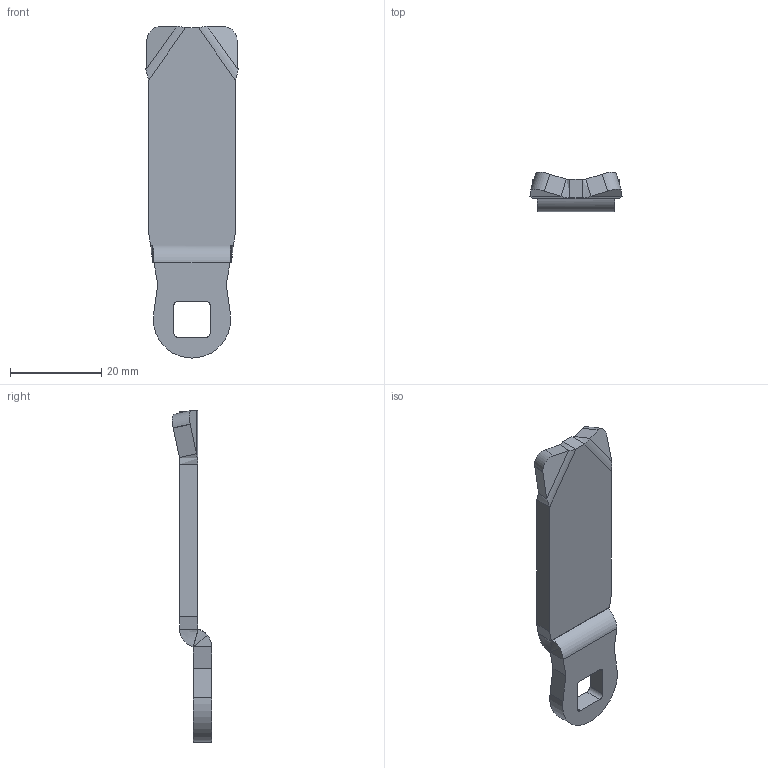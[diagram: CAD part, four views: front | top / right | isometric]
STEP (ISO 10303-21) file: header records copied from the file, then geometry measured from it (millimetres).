
FILE_DESCRIPTION (( 'STEP AP203' ), '1' );
FILE_NAME ('1081 DIL.STEP', '2022-07-06T12:51:24', ( '' ), ( '' ), 'SwSTEP 2.0', 'SolidWorks 2021', '' );
FILE_SCHEMA (( 'CONFIG_CONTROL_DESIGN' ));
Length unit declared in the file: millimetre
Products named in the file (1): 1081 DIL
Bounding box: 20.23 x 8.63 x 72.9 mm (x, y, z)
Volume: 4982.2 mm3; surface area: 3317.1 mm2
Topology: 1 solids, 1 shells, 100 faces, 240 edges, 148 vertices
Faces by surface type: plane 48, bspline 36, cylinder 16
Entity records: 4641 total; most frequent: CARTESIAN_POINT 2491, ORIENTED_EDGE 478, DIRECTION 315, EDGE_CURVE 239, LINE 149, VECTOR 149, VERTEX_POINT 148, EDGE_LOOP 109
